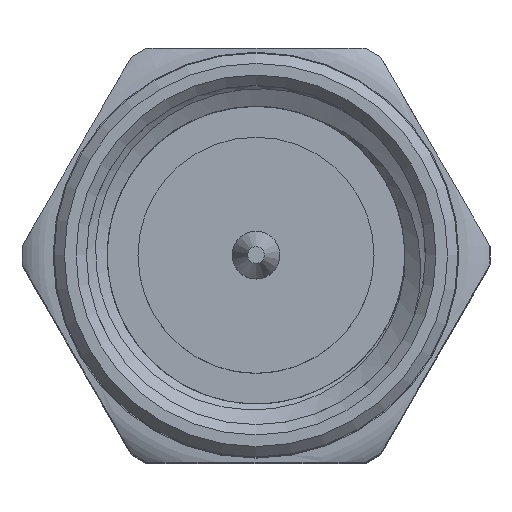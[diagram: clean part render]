
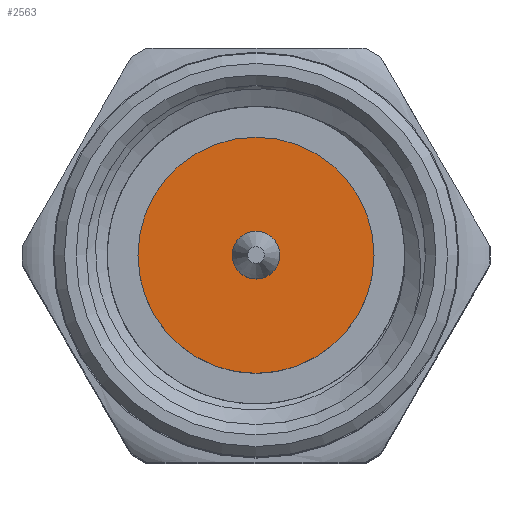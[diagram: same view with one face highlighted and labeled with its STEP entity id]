
A CAD part, top view. The second image highlights one B-rep face of the part: STEP entity #2563.
In plain terms, the highlighted planar face has unit normal (0, 0, 1).
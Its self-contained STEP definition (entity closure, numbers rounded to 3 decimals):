
#147=CIRCLE('',#2750,0.46);
#150=CIRCLE('',#2756,2.28);
#686=ORIENTED_EDGE('',*,*,#968,.F.);
#687=ORIENTED_EDGE('',*,*,#965,.T.);
#965=EDGE_CURVE('',#1145,#1145,#147,.T.);
#968=EDGE_CURVE('',#1146,#1146,#150,.T.);
#1145=VERTEX_POINT('',#5051);
#1146=VERTEX_POINT('',#5058);
#1366=EDGE_LOOP('',(#686));
#1367=EDGE_LOOP('',(#687));
#1540=FACE_BOUND('',#1366,.T.);
#1541=FACE_BOUND('',#1367,.T.);
#1634=PLANE('',#2755);
#2563=ADVANCED_FACE('',(#1540,#1541),#1634,.F.);
#2750=AXIS2_PLACEMENT_3D('',#5050,#3166,#3167);
#2755=AXIS2_PLACEMENT_3D('',#5056,#3176,#3177);
#2756=AXIS2_PLACEMENT_3D('',#5057,#3178,#3179);
#3166=DIRECTION('',(0.,0.,-1.));
#3167=DIRECTION('',(-1.,0.,0.));
#3176=DIRECTION('',(0.,0.,-1.));
#3177=DIRECTION('',(-1.,0.,0.));
#3178=DIRECTION('',(0.,0.,-1.));
#3179=DIRECTION('',(0.,-1.,0.));
#5050=CARTESIAN_POINT('',(0.,0.,8.16));
#5051=CARTESIAN_POINT('',(-0.46,0.,8.16));
#5056=CARTESIAN_POINT('',(0.,0.,8.16));
#5057=CARTESIAN_POINT('',(0.,0.,8.16));
#5058=CARTESIAN_POINT('',(0.,-2.28,8.16));
